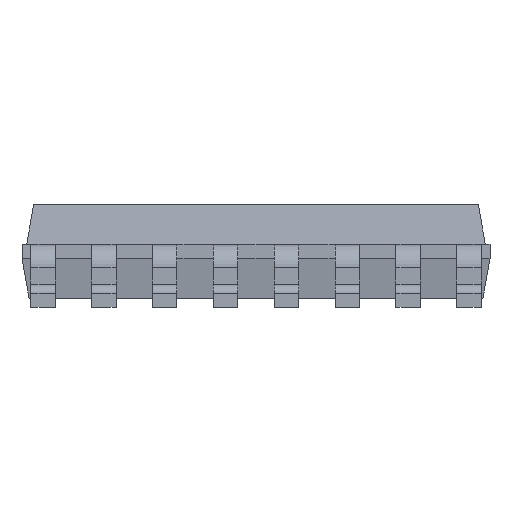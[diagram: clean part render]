
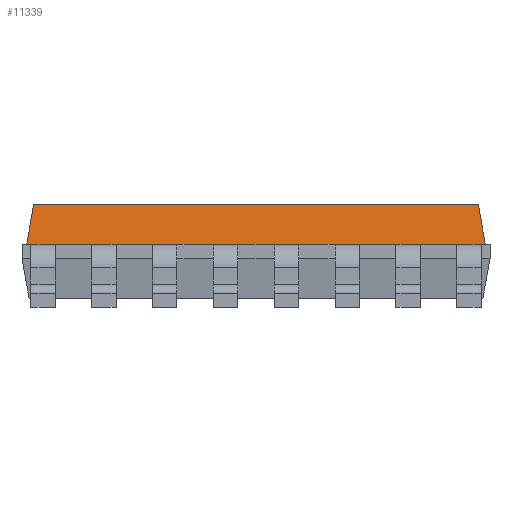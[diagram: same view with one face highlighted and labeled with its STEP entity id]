
A CAD part, left-side view. The second image highlights one B-rep face of the part: STEP entity #11339.
In plain terms, the highlighted planar face has unit normal (-0.985, 0, 0.174).
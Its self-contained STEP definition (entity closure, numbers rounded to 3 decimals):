
#1614=FACE_OUTER_BOUND('',#2236,.T.);
#2236=EDGE_LOOP('',(#9943,#9944,#9945,#9946,#9947,#9948,#9949,#9950,#9951,
#9952,#9953,#9954,#9955,#9956,#9957,#9958,#9959,#9960,#9961,#9962));
#2810=LINE('',#19023,#3914);
#3138=LINE('',#20034,#4242);
#3140=LINE('',#20039,#4244);
#3245=LINE('',#20256,#4349);
#3252=LINE('',#20279,#4356);
#3253=LINE('',#20281,#4357);
#3254=LINE('',#20283,#4358);
#3255=LINE('',#20285,#4359);
#3256=LINE('',#20287,#4360);
#3257=LINE('',#20289,#4361);
#3258=LINE('',#20291,#4362);
#3259=LINE('',#20293,#4363);
#3260=LINE('',#20295,#4364);
#3261=LINE('',#20297,#4365);
#3262=LINE('',#20299,#4366);
#3263=LINE('',#20301,#4367);
#3264=LINE('',#20303,#4368);
#3265=LINE('',#20305,#4369);
#3266=LINE('',#20307,#4370);
#3267=LINE('',#20308,#4371);
#3914=VECTOR('',#12683,1.);
#4242=VECTOR('',#13341,10.);
#4244=VECTOR('',#13349,10.);
#4349=VECTOR('',#13614,1.);
#4356=VECTOR('',#13633,1.);
#4357=VECTOR('',#13634,1.);
#4358=VECTOR('',#13635,1.);
#4359=VECTOR('',#13636,1.);
#4360=VECTOR('',#13637,1.);
#4361=VECTOR('',#13638,1.);
#4362=VECTOR('',#13639,1.);
#4363=VECTOR('',#13640,1.);
#4364=VECTOR('',#13641,1.);
#4365=VECTOR('',#13642,1.);
#4366=VECTOR('',#13643,1.);
#4367=VECTOR('',#13644,1.);
#4368=VECTOR('',#13645,1.);
#4369=VECTOR('',#13646,1.);
#4370=VECTOR('',#13647,1.);
#4371=VECTOR('',#13648,1.);
#5110=VERTEX_POINT('',#19021);
#5111=VERTEX_POINT('',#19022);
#5419=VERTEX_POINT('',#20024);
#5421=VERTEX_POINT('',#20032);
#5453=VERTEX_POINT('',#20254);
#5463=VERTEX_POINT('',#20278);
#5464=VERTEX_POINT('',#20280);
#5465=VERTEX_POINT('',#20282);
#5466=VERTEX_POINT('',#20284);
#5467=VERTEX_POINT('',#20286);
#5468=VERTEX_POINT('',#20288);
#5469=VERTEX_POINT('',#20290);
#5470=VERTEX_POINT('',#20292);
#5471=VERTEX_POINT('',#20294);
#5472=VERTEX_POINT('',#20296);
#5473=VERTEX_POINT('',#20298);
#5474=VERTEX_POINT('',#20300);
#5475=VERTEX_POINT('',#20302);
#5476=VERTEX_POINT('',#20304);
#5477=VERTEX_POINT('',#20306);
#6454=EDGE_CURVE('',#5110,#5111,#2810,.T.);
#6875=EDGE_CURVE('',#5421,#5111,#3138,.T.);
#6877=EDGE_CURVE('',#5419,#5110,#3140,.T.);
#6982=EDGE_CURVE('',#5419,#5453,#3245,.T.);
#6993=EDGE_CURVE('',#5453,#5463,#3252,.T.);
#6994=EDGE_CURVE('',#5463,#5464,#3253,.T.);
#6995=EDGE_CURVE('',#5464,#5465,#3254,.T.);
#6996=EDGE_CURVE('',#5465,#5466,#3255,.T.);
#6997=EDGE_CURVE('',#5466,#5467,#3256,.T.);
#6998=EDGE_CURVE('',#5467,#5468,#3257,.T.);
#6999=EDGE_CURVE('',#5468,#5469,#3258,.T.);
#7000=EDGE_CURVE('',#5469,#5470,#3259,.T.);
#7001=EDGE_CURVE('',#5470,#5471,#3260,.T.);
#7002=EDGE_CURVE('',#5471,#5472,#3261,.T.);
#7003=EDGE_CURVE('',#5472,#5473,#3262,.T.);
#7004=EDGE_CURVE('',#5473,#5474,#3263,.T.);
#7005=EDGE_CURVE('',#5474,#5475,#3264,.T.);
#7006=EDGE_CURVE('',#5475,#5476,#3265,.T.);
#7007=EDGE_CURVE('',#5476,#5477,#3266,.T.);
#7008=EDGE_CURVE('',#5477,#5421,#3267,.T.);
#9943=ORIENTED_EDGE('',*,*,#6982,.T.);
#9944=ORIENTED_EDGE('',*,*,#6993,.T.);
#9945=ORIENTED_EDGE('',*,*,#6994,.T.);
#9946=ORIENTED_EDGE('',*,*,#6995,.T.);
#9947=ORIENTED_EDGE('',*,*,#6996,.T.);
#9948=ORIENTED_EDGE('',*,*,#6997,.T.);
#9949=ORIENTED_EDGE('',*,*,#6998,.T.);
#9950=ORIENTED_EDGE('',*,*,#6999,.T.);
#9951=ORIENTED_EDGE('',*,*,#7000,.T.);
#9952=ORIENTED_EDGE('',*,*,#7001,.T.);
#9953=ORIENTED_EDGE('',*,*,#7002,.T.);
#9954=ORIENTED_EDGE('',*,*,#7003,.T.);
#9955=ORIENTED_EDGE('',*,*,#7004,.T.);
#9956=ORIENTED_EDGE('',*,*,#7005,.T.);
#9957=ORIENTED_EDGE('',*,*,#7006,.T.);
#9958=ORIENTED_EDGE('',*,*,#7007,.T.);
#9959=ORIENTED_EDGE('',*,*,#7008,.T.);
#9960=ORIENTED_EDGE('',*,*,#6875,.T.);
#9961=ORIENTED_EDGE('',*,*,#6454,.F.);
#9962=ORIENTED_EDGE('',*,*,#6877,.F.);
#10775=PLANE('',#11823);
#11339=ADVANCED_FACE('',(#1614),#10775,.T.);
#11823=AXIS2_PLACEMENT_3D('',#20277,#13631,#13632);
#12683=DIRECTION('',(0.,-1.,0.));
#13341=DIRECTION('',(0.171,0.171,0.97));
#13349=DIRECTION('',(0.171,-0.171,0.97));
#13614=DIRECTION('',(0.,-1.,0.));
#13631=DIRECTION('center_axis',(-0.985,0.,0.174));
#13632=DIRECTION('ref_axis',(0.174,0.,0.985));
#13633=DIRECTION('',(0.,-1.,0.));
#13634=DIRECTION('',(0.,-1.,0.));
#13635=DIRECTION('',(0.,-1.,0.));
#13636=DIRECTION('',(0.,-1.,0.));
#13637=DIRECTION('',(0.,-1.,0.));
#13638=DIRECTION('',(0.,-1.,0.));
#13639=DIRECTION('',(0.,-1.,0.));
#13640=DIRECTION('',(0.,-1.,0.));
#13641=DIRECTION('',(0.,-1.,0.));
#13642=DIRECTION('',(0.,-1.,0.));
#13643=DIRECTION('',(0.,-1.,0.));
#13644=DIRECTION('',(0.,-1.,0.));
#13645=DIRECTION('',(0.,-1.,0.));
#13646=DIRECTION('',(0.,-1.,0.));
#13647=DIRECTION('',(0.,-1.,0.));
#13648=DIRECTION('',(0.,-1.,0.));
#19021=CARTESIAN_POINT('',(-2.075,2.375,1.1));
#19022=CARTESIAN_POINT('',(-2.075,-2.375,1.1));
#19023=CARTESIAN_POINT('',(-2.075,2.375,1.1));
#20024=CARTESIAN_POINT('',(-2.15,2.45,0.675));
#20032=CARTESIAN_POINT('',(-2.15,-2.45,0.675));
#20034=CARTESIAN_POINT('',(-2.15,-2.45,0.675));
#20039=CARTESIAN_POINT('',(-2.15,2.45,0.675));
#20254=CARTESIAN_POINT('',(-2.15,2.405,0.675));
#20256=CARTESIAN_POINT('',(-2.15,2.45,0.675));
#20277=CARTESIAN_POINT('Origin',(-2.15,0.,0.675));
#20278=CARTESIAN_POINT('',(-2.15,2.145,0.675));
#20279=CARTESIAN_POINT('',(-2.15,2.45,0.675));
#20280=CARTESIAN_POINT('',(-2.15,1.755,0.675));
#20281=CARTESIAN_POINT('',(-2.15,2.45,0.675));
#20282=CARTESIAN_POINT('',(-2.15,1.495,0.675));
#20283=CARTESIAN_POINT('',(-2.15,2.45,0.675));
#20284=CARTESIAN_POINT('',(-2.15,1.105,0.675));
#20285=CARTESIAN_POINT('',(-2.15,2.45,0.675));
#20286=CARTESIAN_POINT('',(-2.15,0.845,0.675));
#20287=CARTESIAN_POINT('',(-2.15,2.45,0.675));
#20288=CARTESIAN_POINT('',(-2.15,0.455,0.675));
#20289=CARTESIAN_POINT('',(-2.15,2.45,0.675));
#20290=CARTESIAN_POINT('',(-2.15,0.195,0.675));
#20291=CARTESIAN_POINT('',(-2.15,2.45,0.675));
#20292=CARTESIAN_POINT('',(-2.15,-0.195,0.675));
#20293=CARTESIAN_POINT('',(-2.15,2.45,0.675));
#20294=CARTESIAN_POINT('',(-2.15,-0.455,0.675));
#20295=CARTESIAN_POINT('',(-2.15,2.45,0.675));
#20296=CARTESIAN_POINT('',(-2.15,-0.845,0.675));
#20297=CARTESIAN_POINT('',(-2.15,2.45,0.675));
#20298=CARTESIAN_POINT('',(-2.15,-1.105,0.675));
#20299=CARTESIAN_POINT('',(-2.15,2.45,0.675));
#20300=CARTESIAN_POINT('',(-2.15,-1.495,0.675));
#20301=CARTESIAN_POINT('',(-2.15,2.45,0.675));
#20302=CARTESIAN_POINT('',(-2.15,-1.755,0.675));
#20303=CARTESIAN_POINT('',(-2.15,2.45,0.675));
#20304=CARTESIAN_POINT('',(-2.15,-2.145,0.675));
#20305=CARTESIAN_POINT('',(-2.15,2.45,0.675));
#20306=CARTESIAN_POINT('',(-2.15,-2.405,0.675));
#20307=CARTESIAN_POINT('',(-2.15,2.45,0.675));
#20308=CARTESIAN_POINT('',(-2.15,2.45,0.675));
